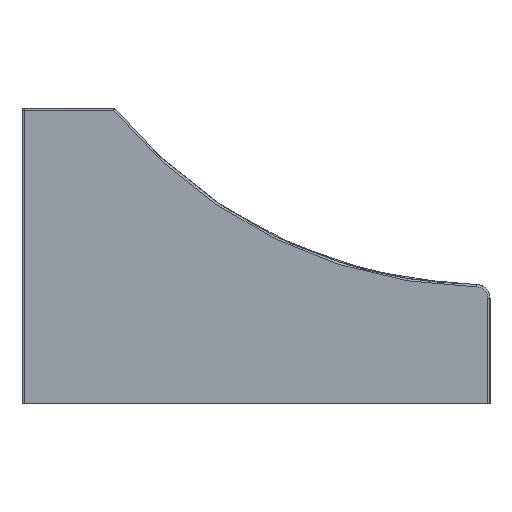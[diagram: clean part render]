
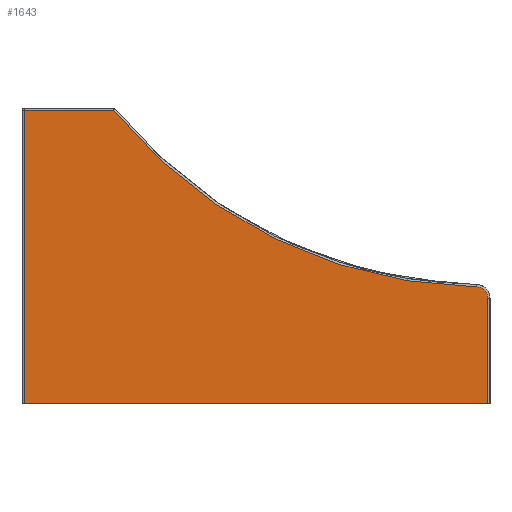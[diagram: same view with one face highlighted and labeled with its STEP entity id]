
A CAD part, left-side view. The second image highlights one B-rep face of the part: STEP entity #1643.
In plain terms, the highlighted planar face has unit normal (-1, 0, 0).
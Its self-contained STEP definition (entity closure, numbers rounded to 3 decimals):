
#38=PLANE('',#1805);
#72=LINE('',#2971,#176);
#75=LINE('',#2977,#179);
#77=LINE('',#3006,#181);
#86=LINE('',#3027,#190);
#176=VECTOR('',#2077,10.);
#179=VECTOR('',#2082,10.);
#181=VECTOR('',#2102,10.);
#190=VECTOR('',#2129,10.);
#367=FACE_OUTER_BOUND('',#485,.T.);
#485=EDGE_LOOP('',(#1261,#1262,#1263,#1264,#1265,#1266));
#596=CIRCLE('',#1773,104.5);
#600=CIRCLE('',#1778,2.5);
#739=VERTEX_POINT('',#2964);
#741=VERTEX_POINT('',#2969);
#743=VERTEX_POINT('',#2976);
#744=VERTEX_POINT('',#2993);
#745=VERTEX_POINT('',#2998);
#746=VERTEX_POINT('',#3002);
#897=EDGE_CURVE('',#741,#739,#72,.T.);
#900=EDGE_CURVE('',#739,#743,#75,.T.);
#902=EDGE_CURVE('',#743,#744,#596,.T.);
#906=EDGE_CURVE('',#744,#745,#600,.T.);
#909=EDGE_CURVE('',#745,#746,#77,.T.);
#921=EDGE_CURVE('',#746,#741,#86,.T.);
#1261=ORIENTED_EDGE('',*,*,#897,.F.);
#1262=ORIENTED_EDGE('',*,*,#921,.F.);
#1263=ORIENTED_EDGE('',*,*,#909,.F.);
#1264=ORIENTED_EDGE('',*,*,#906,.F.);
#1265=ORIENTED_EDGE('',*,*,#902,.F.);
#1266=ORIENTED_EDGE('',*,*,#900,.F.);
#1643=ADVANCED_FACE('',(#367),#38,.T.);
#1773=AXIS2_PLACEMENT_3D('',#2994,#2085,#2086);
#1778=AXIS2_PLACEMENT_3D('',#3000,#2095,#2096);
#1805=AXIS2_PLACEMENT_3D('',#3077,#2172,#2173);
#2077=DIRECTION('',(0.,0.,1.));
#2082=DIRECTION('',(0.,-1.,0.));
#2085=DIRECTION('center_axis',(-1.,0.,0.));
#2086=DIRECTION('ref_axis',(0.,0.439,-0.899));
#2095=DIRECTION('center_axis',(1.,0.,0.));
#2096=DIRECTION('ref_axis',(0.,-0.712,0.702));
#2102=DIRECTION('',(0.,0.,-1.));
#2129=DIRECTION('',(0.,1.,0.));
#2172=DIRECTION('center_axis',(-1.,0.,0.));
#2173=DIRECTION('ref_axis',(0.,-1.,0.));
#2964=CARTESIAN_POINT('',(-76.2,61.1,64.5));
#2969=CARTESIAN_POINT('',(-76.2,61.1,0.));
#2971=CARTESIAN_POINT('',(-76.2,61.1,0.));
#2976=CARTESIAN_POINT('',(-76.2,41.439,64.5));
#2977=CARTESIAN_POINT('',(-76.2,46.3,64.5));
#2993=CARTESIAN_POINT('',(-76.2,-38.238,25.712));
#2994=CARTESIAN_POINT('Origin',(-76.2,-39.824,130.2));
#2998=CARTESIAN_POINT('',(-76.2,-40.7,23.212));
#3000=CARTESIAN_POINT('Origin',(-76.2,-38.2,23.212));
#3002=CARTESIAN_POINT('',(-76.2,-40.7,0.));
#3006=CARTESIAN_POINT('',(-76.2,-40.7,0.));
#3027=CARTESIAN_POINT('',(-76.2,41.2,0.));
#3077=CARTESIAN_POINT('Origin',(-76.2,41.2,0.));
